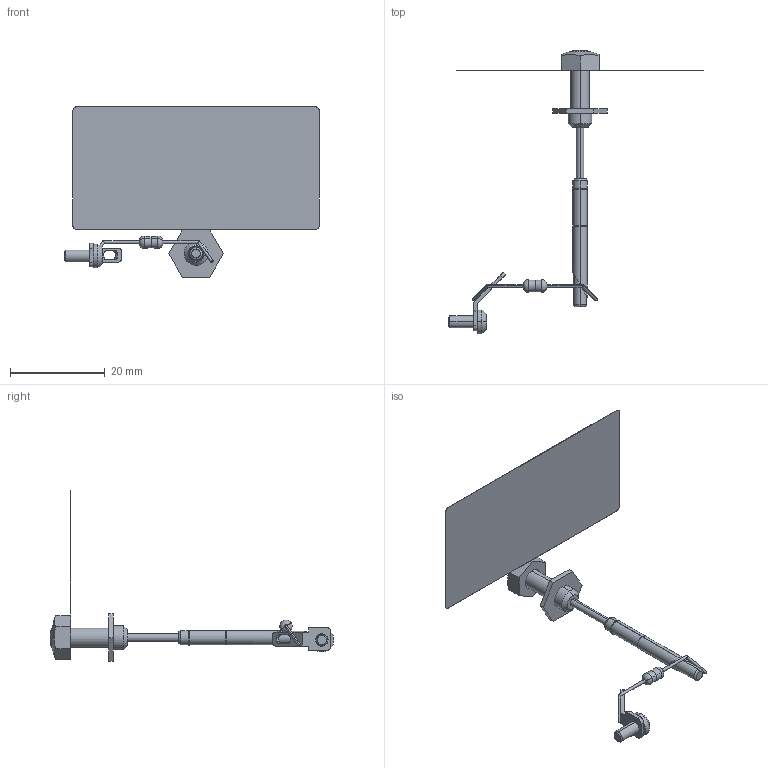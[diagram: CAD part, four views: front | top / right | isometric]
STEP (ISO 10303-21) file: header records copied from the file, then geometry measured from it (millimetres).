
FILE_DESCRIPTION (( 'STEP AP214' ), '1' );
FILE_NAME ('INGUN_22111.STEP', '2024-08-15T13:28:46', ( '' ), ( '' ), 'SwSTEP 2.0', 'SolidWorks 2021', '' );
FILE_SCHEMA (( 'AUTOMOTIVE_DESIGN' ));
Length unit declared in the file: millimetre
Products named in the file (9): ISO7380~n_M02,5x006; KS-113-Master__ADA~ks_KS-113 23; 11880~0; 11881~0; 2806~1; GKS-414-0007__ADA~gks_S; INGUN_22111; 3917~3_M 3 A; 5015~0
Assembly tree (8 placements, depth 2):
  INGUN_22111
    KS-113-Master__ADA~ks_KS-113 23
    GKS-414-0007__ADA~gks_S
    2806~1
    3917~3_M 3 A
    5015~0
    ISO7380~n_M02,5x006
    11880~0
    11881~0
Bounding box: 53.72 x 59.8 x 36 mm (x, y, z)
Volume: 993.8 mm3; surface area: 4214.1 mm2
Topology: 10 solids, 10 shells, 149 faces, 339 edges, 216 vertices
Faces by surface type: cylinder 67, plane 56, cone 12, torus 12, sphere 2
Entity records: 4883 total; most frequent: DIRECTION 815, CARTESIAN_POINT 757, ORIENTED_EDGE 678, EDGE_CURVE 339, AXIS2_PLACEMENT_3D 326, VERTEX_POINT 216, CIRCLE 166, VECTOR 163
